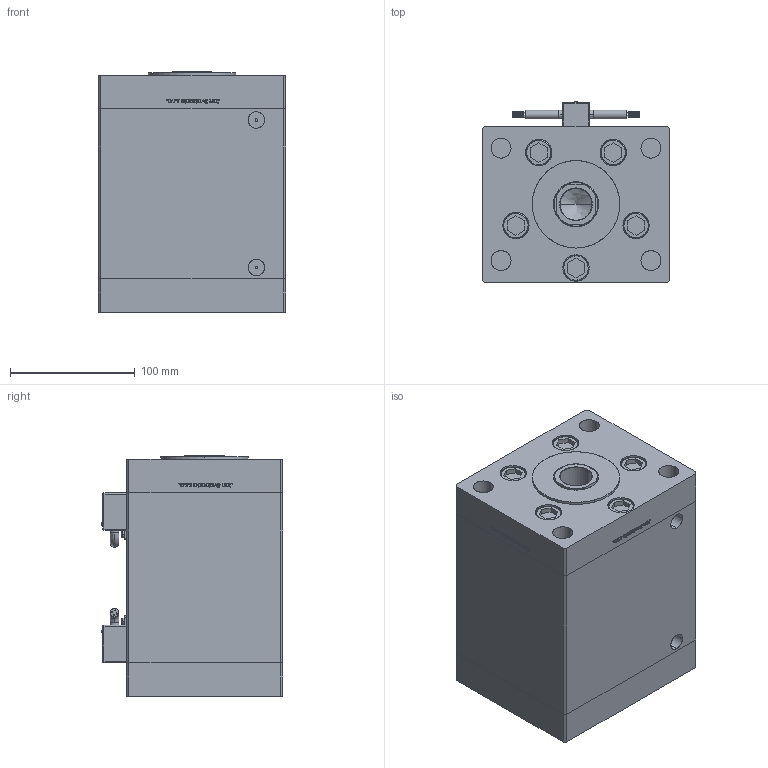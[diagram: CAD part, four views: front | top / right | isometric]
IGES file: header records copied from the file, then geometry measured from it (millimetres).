
Start section: SolidWorks IGES file using analytic representation for surfaces
Global section: file name: ee80.IGS; native system: SolidWorks 2019; preprocessor: SolidWorks 2019; author: Model3D; date: 250218.220204; units: millimetre
Bounding box: 150 x 145.1 x 192.8 mm (x, y, z)
Surface area: 345293.2 mm2 (no closed solid volume)
Topology: 0 solids, 0 shells, 1389 faces, 20312 edges, 20292 vertices
Faces by surface type: bspline 1078, revolution 311
